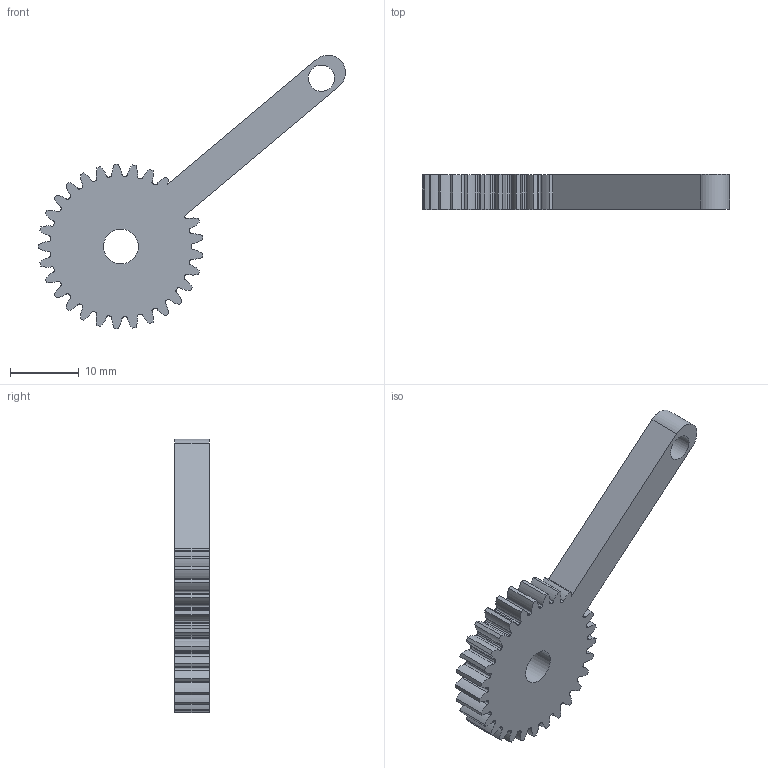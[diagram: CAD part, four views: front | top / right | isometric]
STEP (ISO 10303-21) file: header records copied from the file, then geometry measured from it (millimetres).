
FILE_DESCRIPTION(/* description */ (''),/* implementation_level */ '2;1');
FILE_NAME(/* name */ 'Spur Gear 1.step',/* time_stamp */ '2025-12-02T22:45:30-08:00',/* author */ (''),/* organization */ (''),/* preprocessor_version */ 'ST-DEVELOPER v20.1',/* originating_system */ 'Autodesk Translation Framework v14.21.0.0',/* authorisation */ '');
FILE_SCHEMA (('AUTOMOTIVE_DESIGN { 1 0 10303 214 3 1 1 }'));
Length unit declared in the file: metre
Products named in the file (1): Spur Gear 1
Bounding box: 44.69 x 5.08 x 39.83 mm (x, y, z)
Volume: 2605.4 mm3; surface area: 2155.8 mm2
Topology: 1 solids, 1 shells, 169 faces, 501 edges, 334 vertices
Faces by surface type: cylinder 111, bspline 54, plane 4
Full cylindrical faces by diameter (mm): 3.81 x1, 5.08 x1
Entity records: 11323 total; most frequent: CARTESIAN_POINT 6901, ORIENTED_EDGE 1002, DIRECTION 847, EDGE_CURVE 501, AXIS2_PLACEMENT_3D 338, VERTEX_POINT 334, CIRCLE 222, EDGE_LOOP 173
